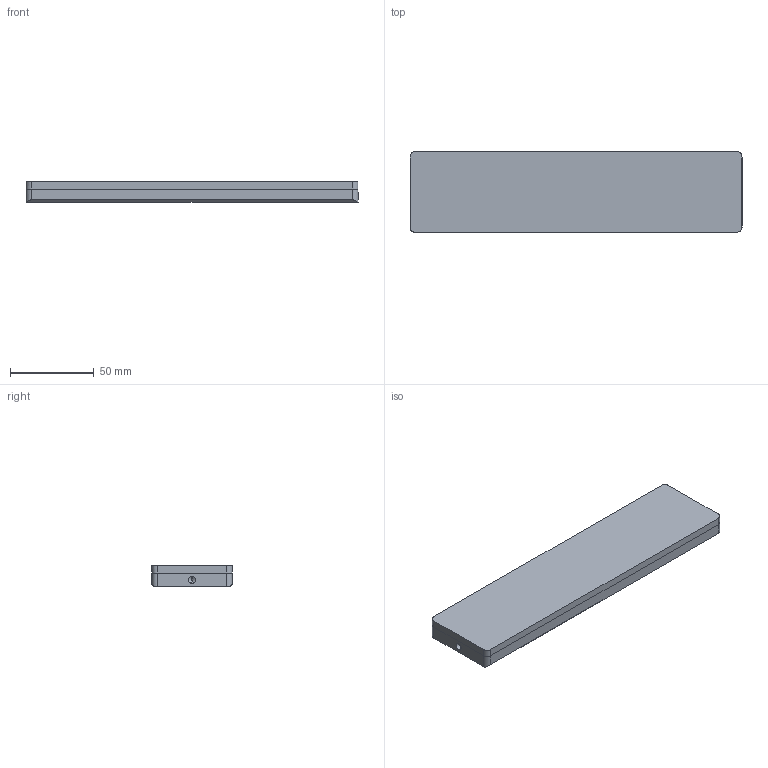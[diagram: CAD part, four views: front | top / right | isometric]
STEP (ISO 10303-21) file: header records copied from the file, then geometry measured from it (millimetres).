
FILE_DESCRIPTION (( 'STEP AP203' ), '1' );
FILE_NAME ('S17048412.5.STEP', '2015-10-26T19:32:07', ( '' ), ( '' ), 'SwSTEP 2.0', 'SolidWorks 2015', '' );
FILE_SCHEMA (( 'CONFIG_CONTROL_DESIGN' ));
Length unit declared in the file: millimetre
Products named in the file (1): S17048412.5
Bounding box: 198.1 x 48.1 x 12.5 mm (x, y, z)
Volume: 114886.9 mm3; surface area: 26475.3 mm2
Topology: 1 solids, 1 shells, 88 faces, 234 edges, 150 vertices
Faces by surface type: plane 48, cylinder 36, cone 4
Entity records: 2807 total; most frequent: CARTESIAN_POINT 529, ORIENTED_EDGE 460, DIRECTION 460, EDGE_CURVE 230, VECTOR 154, LINE 154, AXIS2_PLACEMENT_3D 153, VERTEX_POINT 150
